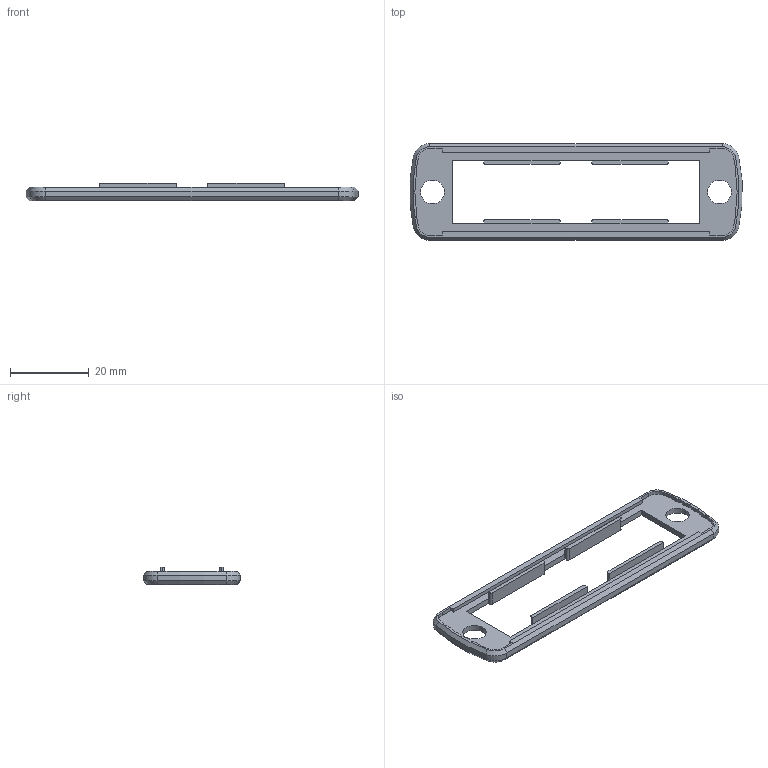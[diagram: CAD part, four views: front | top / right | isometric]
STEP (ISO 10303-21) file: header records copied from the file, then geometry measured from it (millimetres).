
FILE_DESCRIPTION((''),'2;1');
FILE_NAME('84208215.stp','2009-05-14T10:39:22',(''),(''),'Mechanical Desktop 2007','Mechanical Desktop 2007',', , ');
FILE_SCHEMA(('CONFIG_CONTROL_DESIGN'));
Length unit declared in the file: millimetre
Products named in the file (2): 1008094_3DSYM; TEIL1
Assembly tree (1 placements, depth 2):
  1008094_3DSYM
    TEIL1
Bounding box: 84.39 x 24.6 x 4.5 mm (x, y, z)
Volume: 2244.6 mm3; surface area: 3653.1 mm2
Topology: 1 solids, 1 shells, 102 faces, 270 edges, 172 vertices
Faces by surface type: plane 50, cylinder 40, cone 12
Entity records: 3275 total; most frequent: DIRECTION 570, CARTESIAN_POINT 546, ORIENTED_EDGE 540, EDGE_CURVE 270, AXIS2_PLACEMENT_3D 196, VECTOR 178, LINE 178, VERTEX_POINT 172
